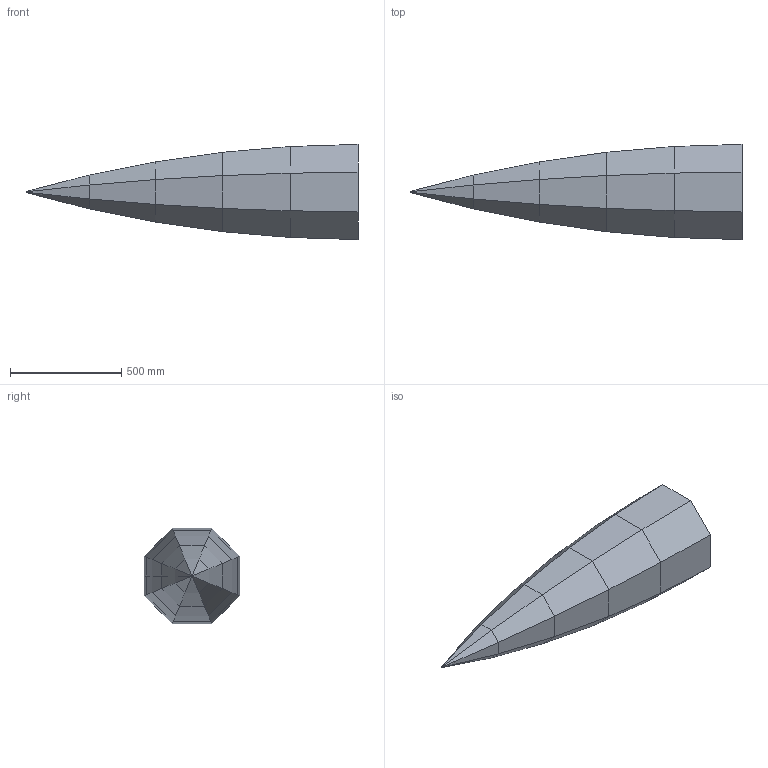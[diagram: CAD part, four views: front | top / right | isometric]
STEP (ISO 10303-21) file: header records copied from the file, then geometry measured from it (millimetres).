
FILE_DESCRIPTION(('FreeCAD Model'),'2;1');
FILE_NAME('Open CASCADE Shape Model','2024-07-17T10:23:05',(''),(''), 'Open CASCADE STEP processor 7.6','FreeCAD','Unknown');
FILE_SCHEMA(('AUTOMOTIVE_DESIGN { 1 0 10303 214 1 1 1 1 }'));
Length unit declared in the file: millimetre
Products named in the file (1): Fusion
Bounding box: 1491.91 x 427.57 x 427.57 mm (x, y, z)
Volume: 119036051.3 mm3; surface area: 1566001.8 mm2
Topology: 1 solids, 1 shells, 47 faces, 101 edges, 55 vertices
Faces by surface type: bspline 45, plane 1, sphere 1
Entity records: 2513 total; most frequent: CARTESIAN_POINT 723, DIRECTION 217, ORIENTED_EDGE 200, PCURVE 200, DEFINITIONAL_REPRESENTATION 200, LINE 191, VECTOR 191, EDGE_CURVE 100
